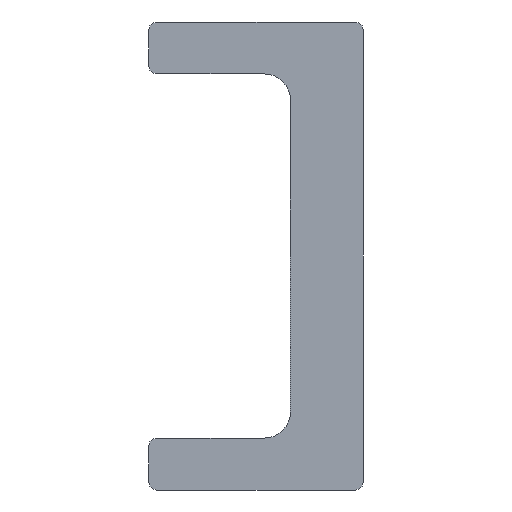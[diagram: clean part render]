
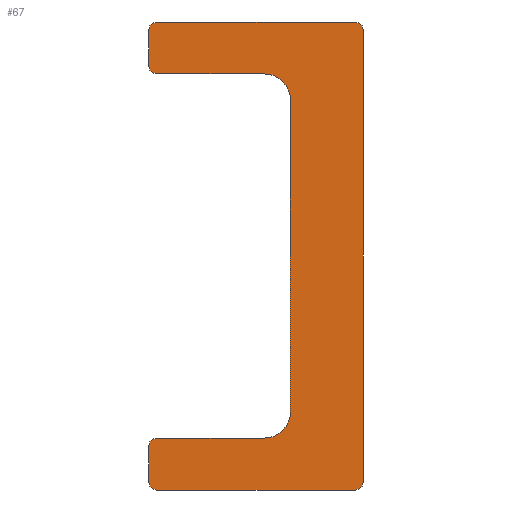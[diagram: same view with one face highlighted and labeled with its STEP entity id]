
A CAD part, front view. The second image highlights one B-rep face of the part: STEP entity #67.
In plain terms, the highlighted planar face has unit normal (0, -1, 0).
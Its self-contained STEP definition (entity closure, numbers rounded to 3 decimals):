
#67 = ADVANCED_FACE( '', ( #166 ), #167, .F. );
#166 = FACE_OUTER_BOUND( '', #325, .T. );
#167 = PLANE( '', #326 );
#325 = EDGE_LOOP( '', ( #482, #483, #484, #485, #486, #487, #488, #489, #490, #491, #492, #493, #494, #495, #496, #497 ) );
#326 = AXIS2_PLACEMENT_3D( '', #498, #499, #500 );
#482 = ORIENTED_EDGE( '', *, *, #784, .F. );
#483 = ORIENTED_EDGE( '', *, *, #785, .T. );
#484 = ORIENTED_EDGE( '', *, *, #786, .F. );
#485 = ORIENTED_EDGE( '', *, *, #787, .T. );
#486 = ORIENTED_EDGE( '', *, *, #788, .F. );
#487 = ORIENTED_EDGE( '', *, *, #789, .T. );
#488 = ORIENTED_EDGE( '', *, *, #790, .F. );
#489 = ORIENTED_EDGE( '', *, *, #791, .T. );
#490 = ORIENTED_EDGE( '', *, *, #792, .F. );
#491 = ORIENTED_EDGE( '', *, *, #793, .T. );
#492 = ORIENTED_EDGE( '', *, *, #794, .F. );
#493 = ORIENTED_EDGE( '', *, *, #795, .T. );
#494 = ORIENTED_EDGE( '', *, *, #796, .F. );
#495 = ORIENTED_EDGE( '', *, *, #797, .T. );
#496 = ORIENTED_EDGE( '', *, *, #798, .F. );
#497 = ORIENTED_EDGE( '', *, *, #799, .T. );
#498 = CARTESIAN_POINT( '', ( -4.125, 0., 9. ) );
#499 = DIRECTION( '', ( 0., 1., 0. ) );
#500 = DIRECTION( '', ( 0., 0., 1. ) );
#784 = EDGE_CURVE( '', #903, #904, #905, .T. );
#785 = EDGE_CURVE( '', #903, #906, #907, .F. );
#786 = EDGE_CURVE( '', #908, #906, #909, .T. );
#787 = EDGE_CURVE( '', #908, #910, #911, .F. );
#788 = EDGE_CURVE( '', #912, #910, #913, .T. );
#789 = EDGE_CURVE( '', #912, #914, #915, .F. );
#790 = EDGE_CURVE( '', #916, #914, #917, .T. );
#791 = EDGE_CURVE( '', #916, #918, #919, .T. );
#792 = EDGE_CURVE( '', #920, #918, #921, .T. );
#793 = EDGE_CURVE( '', #920, #922, #923, .T. );
#794 = EDGE_CURVE( '', #924, #922, #925, .T. );
#795 = EDGE_CURVE( '', #924, #926, #927, .F. );
#796 = EDGE_CURVE( '', #928, #926, #929, .T. );
#797 = EDGE_CURVE( '', #928, #930, #931, .F. );
#798 = EDGE_CURVE( '', #932, #930, #933, .T. );
#799 = EDGE_CURVE( '', #932, #904, #934, .F. );
#903 = VERTEX_POINT( '', #1078 );
#904 = VERTEX_POINT( '', #1079 );
#905 = LINE( '', #1080, #1081 );
#906 = VERTEX_POINT( '', #1082 );
#907 = CIRCLE( '', #1083, 0.3 );
#908 = VERTEX_POINT( '', #1084 );
#909 = LINE( '', #1085, #1086 );
#910 = VERTEX_POINT( '', #1087 );
#911 = CIRCLE( '', #1088, 0.3 );
#912 = VERTEX_POINT( '', #1089 );
#913 = LINE( '', #1090, #1091 );
#914 = VERTEX_POINT( '', #1092 );
#915 = CIRCLE( '', #1093, 0.3 );
#916 = VERTEX_POINT( '', #1094 );
#917 = LINE( '', #1095, #1096 );
#918 = VERTEX_POINT( '', #1097 );
#919 = CIRCLE( '', #1098, 1. );
#920 = VERTEX_POINT( '', #1099 );
#921 = LINE( '', #1100, #1101 );
#922 = VERTEX_POINT( '', #1102 );
#923 = CIRCLE( '', #1103, 1. );
#924 = VERTEX_POINT( '', #1104 );
#925 = LINE( '', #1105, #1106 );
#926 = VERTEX_POINT( '', #1107 );
#927 = CIRCLE( '', #1108, 0.3 );
#928 = VERTEX_POINT( '', #1109 );
#929 = LINE( '', #1110, #1111 );
#930 = VERTEX_POINT( '', #1112 );
#931 = CIRCLE( '', #1113, 0.3 );
#932 = VERTEX_POINT( '', #1114 );
#933 = LINE( '', #1115, #1116 );
#934 = CIRCLE( '', #1117, 0.3 );
#1078 = CARTESIAN_POINT( '', ( 4.125, 0., 8.7 ) );
#1079 = CARTESIAN_POINT( '', ( 4.125, 0., -8.7 ) );
#1080 = CARTESIAN_POINT( '', ( 4.125, 0., 9. ) );
#1081 = VECTOR( '', #1286, 1000. );
#1082 = CARTESIAN_POINT( '', ( 3.825, 0., 9. ) );
#1083 = AXIS2_PLACEMENT_3D( '', #1287, #1288, #1289 );
#1084 = CARTESIAN_POINT( '', ( -3.825, 0., 9. ) );
#1085 = CARTESIAN_POINT( '', ( -4.125, 0., 9. ) );
#1086 = VECTOR( '', #1290, 1000. );
#1087 = CARTESIAN_POINT( '', ( -4.125, 0., 8.7 ) );
#1088 = AXIS2_PLACEMENT_3D( '', #1291, #1292, #1293 );
#1089 = CARTESIAN_POINT( '', ( -4.125, 0., 7.3 ) );
#1090 = CARTESIAN_POINT( '', ( -4.125, 0., -9. ) );
#1091 = VECTOR( '', #1294, 1000. );
#1092 = CARTESIAN_POINT( '', ( -3.825, 0., 7. ) );
#1093 = AXIS2_PLACEMENT_3D( '', #1295, #1296, #1297 );
#1094 = CARTESIAN_POINT( '', ( 0.325, 0., 7. ) );
#1095 = CARTESIAN_POINT( '', ( -4.125, 0., 7. ) );
#1096 = VECTOR( '', #1298, 1000. );
#1097 = CARTESIAN_POINT( '', ( 1.325, 0., 6. ) );
#1098 = AXIS2_PLACEMENT_3D( '', #1299, #1300, #1301 );
#1099 = CARTESIAN_POINT( '', ( 1.325, 0., -6. ) );
#1100 = CARTESIAN_POINT( '', ( 1.325, 0., 7. ) );
#1101 = VECTOR( '', #1302, 1000. );
#1102 = CARTESIAN_POINT( '', ( 0.325, 0., -7. ) );
#1103 = AXIS2_PLACEMENT_3D( '', #1303, #1304, #1305 );
#1104 = CARTESIAN_POINT( '', ( -3.825, 0., -7. ) );
#1105 = CARTESIAN_POINT( '', ( 1.325, 0., -7. ) );
#1106 = VECTOR( '', #1306, 1000. );
#1107 = CARTESIAN_POINT( '', ( -4.125, 0., -7.3 ) );
#1108 = AXIS2_PLACEMENT_3D( '', #1307, #1308, #1309 );
#1109 = CARTESIAN_POINT( '', ( -4.125, 0., -8.7 ) );
#1110 = CARTESIAN_POINT( '', ( -4.125, 0., -9. ) );
#1111 = VECTOR( '', #1310, 1000. );
#1112 = CARTESIAN_POINT( '', ( -3.825, 0., -9. ) );
#1113 = AXIS2_PLACEMENT_3D( '', #1311, #1312, #1313 );
#1114 = CARTESIAN_POINT( '', ( 3.825, 0., -9. ) );
#1115 = CARTESIAN_POINT( '', ( 4.125, 0., -9. ) );
#1116 = VECTOR( '', #1314, 1000. );
#1117 = AXIS2_PLACEMENT_3D( '', #1315, #1316, #1317 );
#1286 = DIRECTION( '', ( 0., 0., -1. ) );
#1287 = CARTESIAN_POINT( '', ( 3.825, 0., 8.7 ) );
#1288 = DIRECTION( '', ( 0., 1., 0. ) );
#1289 = DIRECTION( '', ( 0., 0., 1. ) );
#1290 = DIRECTION( '', ( 1., 0., 0. ) );
#1291 = CARTESIAN_POINT( '', ( -3.825, 0., 8.7 ) );
#1292 = DIRECTION( '', ( 0., 1., 0. ) );
#1293 = DIRECTION( '', ( 0., 0., 1. ) );
#1294 = DIRECTION( '', ( 0., 0., 1. ) );
#1295 = CARTESIAN_POINT( '', ( -3.825, 0., 7.3 ) );
#1296 = DIRECTION( '', ( 0., 1., 0. ) );
#1297 = DIRECTION( '', ( 0., 0., 1. ) );
#1298 = DIRECTION( '', ( -1., 0., 0. ) );
#1299 = CARTESIAN_POINT( '', ( 0.325, 0., 6. ) );
#1300 = DIRECTION( '', ( 0., 1., 0. ) );
#1301 = DIRECTION( '', ( 0., 0., 1. ) );
#1302 = DIRECTION( '', ( 0., 0., 1. ) );
#1303 = CARTESIAN_POINT( '', ( 0.325, 0., -6. ) );
#1304 = DIRECTION( '', ( 0., 1., 0. ) );
#1305 = DIRECTION( '', ( 0., 0., 1. ) );
#1306 = DIRECTION( '', ( 1., 0., 0. ) );
#1307 = CARTESIAN_POINT( '', ( -3.825, 0., -7.3 ) );
#1308 = DIRECTION( '', ( 0., 1., 0. ) );
#1309 = DIRECTION( '', ( 0., 0., 1. ) );
#1310 = DIRECTION( '', ( 0., 0., 1. ) );
#1311 = CARTESIAN_POINT( '', ( -3.825, 0., -8.7 ) );
#1312 = DIRECTION( '', ( 0., 1., 0. ) );
#1313 = DIRECTION( '', ( 0., 0., 1. ) );
#1314 = DIRECTION( '', ( -1., 0., 0. ) );
#1315 = CARTESIAN_POINT( '', ( 3.825, 0., -8.7 ) );
#1316 = DIRECTION( '', ( 0., 1., 0. ) );
#1317 = DIRECTION( '', ( 0., 0., 1. ) );
